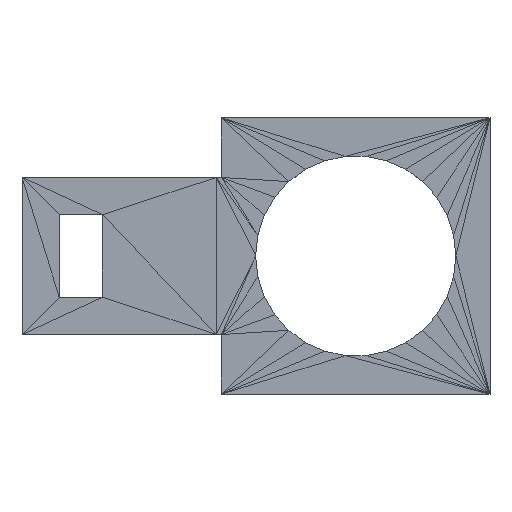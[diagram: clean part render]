
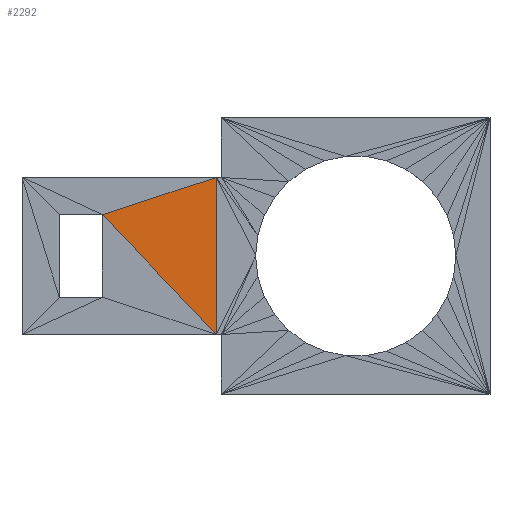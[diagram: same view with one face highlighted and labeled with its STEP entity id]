
A CAD part, top view. The second image highlights one B-rep face of the part: STEP entity #2292.
In plain terms, the highlighted planar face has unit normal (0, 0, 1).
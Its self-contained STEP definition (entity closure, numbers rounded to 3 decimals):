
#475 = VERTEX_POINT('',#476);
#476 = CARTESIAN_POINT('',(-2.25,5.25,203.75));
#2242 = VERTEX_POINT('',#2243);
#2243 = CARTESIAN_POINT('',(12.25,-10.,203.75));
#2281 = PLANE('',#2282);
#2282 = AXIS2_PLACEMENT_3D('',#2283,#2284,#2285);
#2283 = CARTESIAN_POINT('',(-2.25,-5.25,203.75));
#2284 = DIRECTION('',(0.,0.,-1.));
#2285 = DIRECTION('',(-1.,0.,-0.));
#2292 = ADVANCED_FACE('',(#2293),#2305,.F.);
#2293 = FACE_BOUND('',#2294,.T.);
#2294 = EDGE_LOOP('',(#2295,#2327,#2347));
#2295 = ORIENTED_EDGE('',*,*,#2296,.T.);
#2296 = EDGE_CURVE('',#2297,#475,#2299,.T.);
#2297 = VERTEX_POINT('',#2298);
#2298 = CARTESIAN_POINT('',(12.25,10.,203.75));
#2299 = SURFACE_CURVE('',#2300,(#2304,#2316),.PCURVE_S1.);
#2300 = LINE('',#2301,#2302);
#2301 = CARTESIAN_POINT('',(12.25,10.,203.75));
#2302 = VECTOR('',#2303,1.);
#2303 = DIRECTION('',(-0.95,-0.311,0.));
#2304 = PCURVE('',#2305,#2310);
#2305 = PLANE('',#2306);
#2306 = AXIS2_PLACEMENT_3D('',#2307,#2308,#2309);
#2307 = CARTESIAN_POINT('',(12.25,10.,203.75));
#2308 = DIRECTION('',(0.,-0.,-1.));
#2309 = DIRECTION('',(-1.,0.,-0.));
#2310 = DEFINITIONAL_REPRESENTATION('',(#2311),#2315);
#2311 = LINE('',#2312,#2313);
#2312 = CARTESIAN_POINT('',(0.,0.));
#2313 = VECTOR('',#2314,1.);
#2314 = DIRECTION('',(0.95,-0.311));
#2315 = ( GEOMETRIC_REPRESENTATION_CONTEXT(2) 
PARAMETRIC_REPRESENTATION_CONTEXT() REPRESENTATION_CONTEXT('2D SPACE',''
  ) );
#2316 = PCURVE('',#2317,#2322);
#2317 = PLANE('',#2318);
#2318 = AXIS2_PLACEMENT_3D('',#2319,#2320,#2321);
#2319 = CARTESIAN_POINT('',(-12.5,10.,203.75));
#2320 = DIRECTION('',(0.,0.,-1.));
#2321 = DIRECTION('',(-1.,0.,-0.));
#2322 = DEFINITIONAL_REPRESENTATION('',(#2323),#2326);
#2323 = B_SPLINE_CURVE_WITH_KNOTS('',1,(#2324,#2325),.UNSPECIFIED.,.F.,
  .F.,(2,2),(0.,15.258),.PIECEWISE_BEZIER_KNOTS.);
#2324 = CARTESIAN_POINT('',(-24.75,0.));
#2325 = CARTESIAN_POINT('',(-10.25,-4.75));
#2326 = ( GEOMETRIC_REPRESENTATION_CONTEXT(2) 
PARAMETRIC_REPRESENTATION_CONTEXT() REPRESENTATION_CONTEXT('2D SPACE',''
  ) );
#2327 = ORIENTED_EDGE('',*,*,#2328,.T.);
#2328 = EDGE_CURVE('',#475,#2242,#2329,.T.);
#2329 = SURFACE_CURVE('',#2330,(#2334,#2341),.PCURVE_S1.);
#2330 = LINE('',#2331,#2332);
#2331 = CARTESIAN_POINT('',(-2.25,5.25,203.75));
#2332 = VECTOR('',#2333,1.);
#2333 = DIRECTION('',(0.689,-0.725,0.));
#2334 = PCURVE('',#2305,#2335);
#2335 = DEFINITIONAL_REPRESENTATION('',(#2336),#2340);
#2336 = LINE('',#2337,#2338);
#2337 = CARTESIAN_POINT('',(14.5,-4.75));
#2338 = VECTOR('',#2339,1.);
#2339 = DIRECTION('',(-0.689,-0.725));
#2340 = ( GEOMETRIC_REPRESENTATION_CONTEXT(2) 
PARAMETRIC_REPRESENTATION_CONTEXT() REPRESENTATION_CONTEXT('2D SPACE',''
  ) );
#2341 = PCURVE('',#2281,#2342);
#2342 = DEFINITIONAL_REPRESENTATION('',(#2343),#2346);
#2343 = B_SPLINE_CURVE_WITH_KNOTS('',1,(#2344,#2345),.UNSPECIFIED.,.F.,
  .F.,(2,2),(0.,21.043),.PIECEWISE_BEZIER_KNOTS.);
#2344 = CARTESIAN_POINT('',(0.,10.5));
#2345 = CARTESIAN_POINT('',(-14.5,-4.75));
#2346 = ( GEOMETRIC_REPRESENTATION_CONTEXT(2) 
PARAMETRIC_REPRESENTATION_CONTEXT() REPRESENTATION_CONTEXT('2D SPACE',''
  ) );
#2347 = ORIENTED_EDGE('',*,*,#2348,.T.);
#2348 = EDGE_CURVE('',#2242,#2297,#2349,.T.);
#2349 = SURFACE_CURVE('',#2350,(#2354,#2361),.PCURVE_S1.);
#2350 = LINE('',#2351,#2352);
#2351 = CARTESIAN_POINT('',(12.25,-10.,203.75));
#2352 = VECTOR('',#2353,1.);
#2353 = DIRECTION('',(0.,1.,0.));
#2354 = PCURVE('',#2305,#2355);
#2355 = DEFINITIONAL_REPRESENTATION('',(#2356),#2360);
#2356 = LINE('',#2357,#2358);
#2357 = CARTESIAN_POINT('',(-0.,-20.));
#2358 = VECTOR('',#2359,1.);
#2359 = DIRECTION('',(0.,1.));
#2360 = ( GEOMETRIC_REPRESENTATION_CONTEXT(2) 
PARAMETRIC_REPRESENTATION_CONTEXT() REPRESENTATION_CONTEXT('2D SPACE',''
  ) );
#2361 = PCURVE('',#2362,#2367);
#2362 = PLANE('',#2363);
#2363 = AXIS2_PLACEMENT_3D('',#2364,#2365,#2366);
#2364 = CARTESIAN_POINT('',(12.25,-10.,203.75));
#2365 = DIRECTION('',(-1.,0.,0.));
#2366 = DIRECTION('',(0.,0.,-1.));
#2367 = DEFINITIONAL_REPRESENTATION('',(#2368),#2371);
#2368 = B_SPLINE_CURVE_WITH_KNOTS('',1,(#2369,#2370),.UNSPECIFIED.,.F.,
  .F.,(2,2),(0.,20.),.PIECEWISE_BEZIER_KNOTS.);
#2369 = CARTESIAN_POINT('',(0.,0.));
#2370 = CARTESIAN_POINT('',(0.,-20.));
#2371 = ( GEOMETRIC_REPRESENTATION_CONTEXT(2) 
PARAMETRIC_REPRESENTATION_CONTEXT() REPRESENTATION_CONTEXT('2D SPACE',''
  ) );
